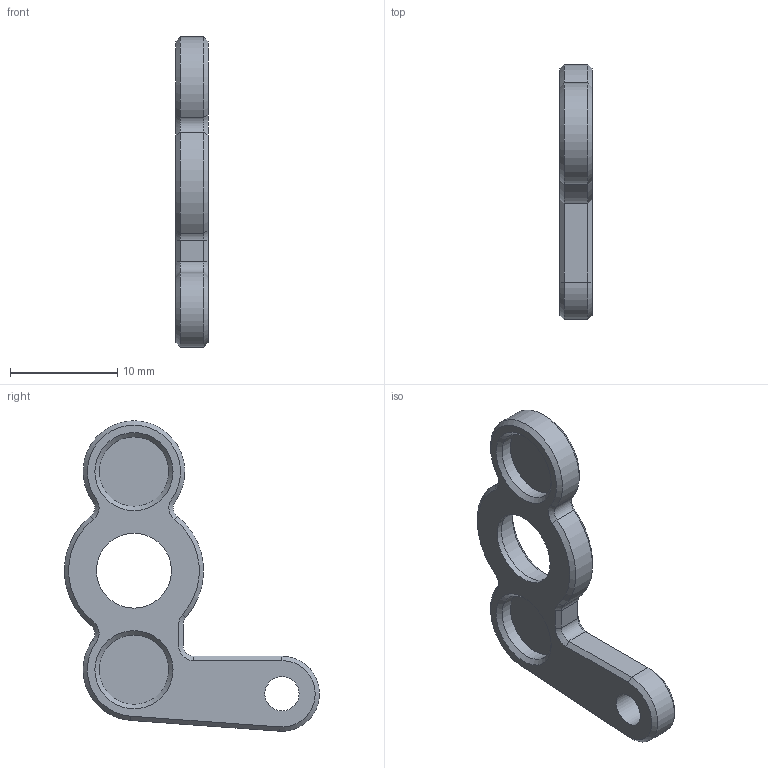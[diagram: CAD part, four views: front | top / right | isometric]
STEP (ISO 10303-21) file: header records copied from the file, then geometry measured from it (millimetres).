
FILE_DESCRIPTION(/* description */ (''),/* implementation_level */ '2;1');
FILE_NAME(/* name */ 'Front-L.stp',/* time_stamp */ '2021-02-06T19:18:07-08:00',/* author */ (''),/* organization */ (''),/* preprocessor_version */ 'ST-DEVELOPER v18.1',/* originating_system */ 'Autodesk Translation Framework v9.7.0.1280',/* authorisation */ '');
FILE_SCHEMA (('AUTOMOTIVE_DESIGN { 1 0 10303 214 3 1 1 }'));
Length unit declared in the file: millimetre
Products named in the file (1): Front
Bounding box: 3 x 23.8 x 28.99 mm (x, y, z)
Volume: 723.8 mm3; surface area: 1008.3 mm2
Topology: 1 solids, 1 shells, 59 faces, 126 edges, 74 vertices
Faces by surface type: cone 26, cylinder 17, plane 16
Full cylindrical faces by diameter (mm): 3.2 x1, 3.4 x2, 6.5 x2, 7 x1, 8.1 x1
Entity records: 1623 total; most frequent: DIRECTION 308, CARTESIAN_POINT 260, ORIENTED_EDGE 252, EDGE_CURVE 126, AXIS2_PLACEMENT_3D 122, VERTEX_POINT 74, EDGE_LOOP 68, LINE 64
